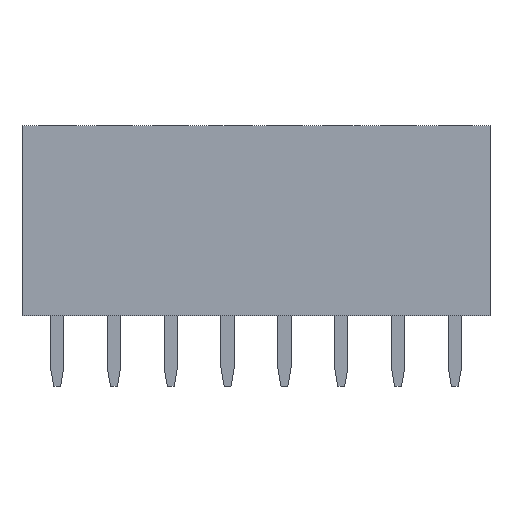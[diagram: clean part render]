
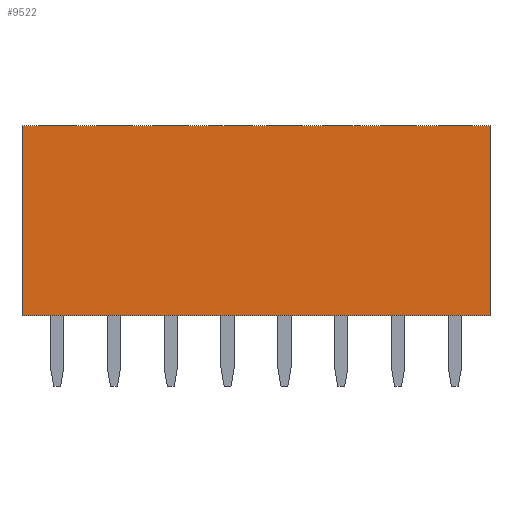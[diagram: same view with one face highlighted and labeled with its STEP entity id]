
A CAD part, top view. The second image highlights one B-rep face of the part: STEP entity #9522.
In plain terms, the highlighted planar face has unit normal (0, 0, 1).
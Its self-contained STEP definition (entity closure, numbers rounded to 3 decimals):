
#516=FACE_OUTER_BOUND('',#1034,.T.);
#1034=EDGE_LOOP('',(#6855,#6856,#6857,#6858));
#1816=LINE('',#14156,#3008);
#1820=LINE('',#14164,#3012);
#1824=LINE('',#14171,#3016);
#1845=LINE('',#14213,#3037);
#3008=VECTOR('',#11313,1.);
#3012=VECTOR('',#11319,1.);
#3016=VECTOR('',#11325,1.);
#3037=VECTOR('',#11352,1.);
#4080=VERTEX_POINT('',#14153);
#4081=VERTEX_POINT('',#14155);
#4084=VERTEX_POINT('',#14163);
#4086=VERTEX_POINT('',#14169);
#5112=EDGE_CURVE('',#4081,#4080,#1816,.T.);
#5116=EDGE_CURVE('',#4084,#4081,#1820,.T.);
#5120=EDGE_CURVE('',#4086,#4080,#1824,.T.);
#5141=EDGE_CURVE('',#4086,#4084,#1845,.T.);
#6855=ORIENTED_EDGE('',*,*,#5120,.F.);
#6856=ORIENTED_EDGE('',*,*,#5141,.T.);
#6857=ORIENTED_EDGE('',*,*,#5116,.T.);
#6858=ORIENTED_EDGE('',*,*,#5112,.T.);
#9136=PLANE('',#10051);
#9522=ADVANCED_FACE('',(#516),#9136,.T.);
#10051=AXIS2_PLACEMENT_3D('',#14212,#11350,#11351);
#11313=DIRECTION('',(0.,1.,0.));
#11319=DIRECTION('',(1.,0.,0.));
#11325=DIRECTION('',(1.,0.,0.));
#11350=DIRECTION('center_axis',(0.,0.,1.));
#11351=DIRECTION('ref_axis',(-1.,0.,0.));
#11352=DIRECTION('',(0.,-1.,0.));
#14153=CARTESIAN_POINT('',(2.84,8.5,1.27));
#14155=CARTESIAN_POINT('',(2.84,0.,1.27));
#14156=CARTESIAN_POINT('',(2.84,0.,1.27));
#14163=CARTESIAN_POINT('',(-18.08,0.,1.27));
#14164=CARTESIAN_POINT('',(5.38,0.,1.27));
#14169=CARTESIAN_POINT('',(-18.08,8.5,1.27));
#14171=CARTESIAN_POINT('',(5.38,8.5,1.27));
#14212=CARTESIAN_POINT('Origin',(5.38,0.,1.27));
#14213=CARTESIAN_POINT('',(-18.08,0.,1.27));
